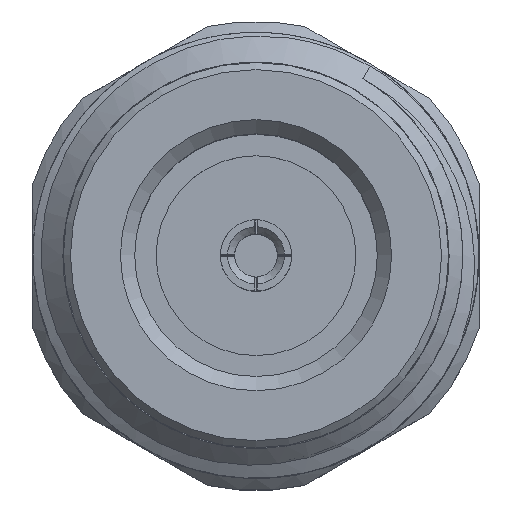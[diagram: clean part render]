
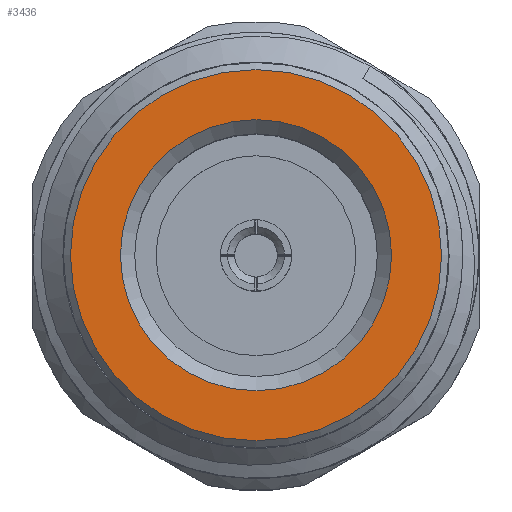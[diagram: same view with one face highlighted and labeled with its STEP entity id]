
A CAD part, top view. The second image highlights one B-rep face of the part: STEP entity #3436.
In plain terms, the highlighted planar face has unit normal (0, 0, 1).
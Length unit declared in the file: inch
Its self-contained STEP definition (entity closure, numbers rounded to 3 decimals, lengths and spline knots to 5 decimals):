
#80 = CARTESIAN_POINT ( 'NONE',  ( 0.26, 0., 0. ) ) ;
#403 = CARTESIAN_POINT ( 'NONE',  ( 0., 0., 0. ) ) ;
#670 = AXIS2_PLACEMENT_3D ( 'NONE', #5994, #2532, #1467 ) ;
#685 = DIRECTION ( 'NONE',  ( 1., 0., 0. ) ) ;
#742 = CARTESIAN_POINT ( 'NONE',  ( 0., 0., 0. ) ) ;
#806 = DIRECTION ( 'NONE',  ( 0., 0., 1. ) ) ;
#1093 = AXIS2_PLACEMENT_3D ( 'NONE', #742, #806, #685 ) ;
#1467 = DIRECTION ( 'NONE',  ( 1., 0., 0. ) ) ;
#1913 = CIRCLE ( 'NONE', #1093, 0.26 ) ;
#1978 = PLANE ( 'NONE',  #670 ) ;
#2090 = VERTEX_POINT ( 'NONE', #5609 ) ;
#2394 = DIRECTION ( 'NONE',  ( 0., 0., -1. ) ) ;
#2532 = DIRECTION ( 'NONE',  ( 0., 0., 1. ) ) ;
#2953 = FACE_OUTER_BOUND ( 'NONE', #4144, .T. ) ;
#3068 = VERTEX_POINT ( 'NONE', #80 ) ;
#3374 = FACE_BOUND ( 'NONE', #4071, .T. ) ;
#3436 = ADVANCED_FACE ( 'NONE', ( #3374, #2953 ), #1978, .T. ) ;
#3984 = DIRECTION ( 'NONE',  ( 1., 0., 0. ) ) ;
#4071 = EDGE_LOOP ( 'NONE', ( #6305 ) ) ;
#4144 = EDGE_LOOP ( 'NONE', ( #4809 ) ) ;
#4174 = AXIS2_PLACEMENT_3D ( 'NONE', #403, #2394, #3984 ) ;
#4192 = CIRCLE ( 'NONE', #4174, 0.19 ) ;
#4809 = ORIENTED_EDGE ( 'NONE', *, *, #5171, .T. ) ;
#5171 = EDGE_CURVE ( 'NONE', #3068, #3068, #1913, .T. ) ;
#5609 = CARTESIAN_POINT ( 'NONE',  ( 0.19, 0., 0. ) ) ;
#5994 = CARTESIAN_POINT ( 'NONE',  ( 0., 0., 0. ) ) ;
#6144 = EDGE_CURVE ( 'NONE', #2090, #2090, #4192, .T. ) ;
#6305 = ORIENTED_EDGE ( 'NONE', *, *, #6144, .T. ) ;
